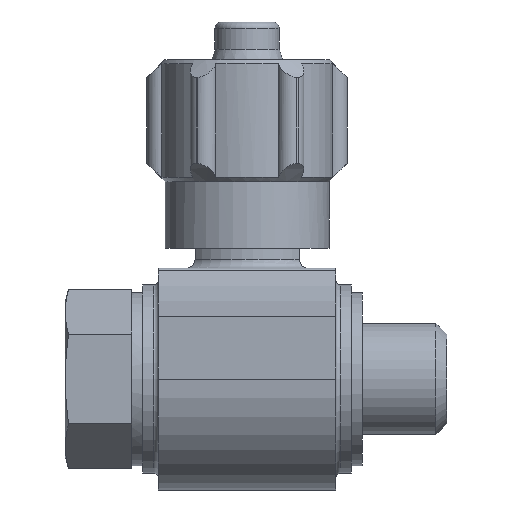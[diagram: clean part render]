
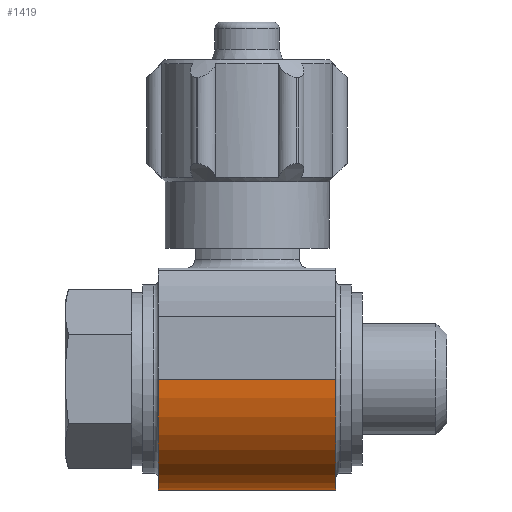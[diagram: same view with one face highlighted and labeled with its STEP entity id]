
A CAD part, left-side view. The second image highlights one B-rep face of the part: STEP entity #1419.
In plain terms, the highlighted cylindrical face has radius 5 mm (diameter 10 mm), a partial arc.
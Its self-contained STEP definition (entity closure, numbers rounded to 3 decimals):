
#145=LINE('',#2326,#217);
#147=LINE('',#2332,#219);
#217=VECTOR('',#1842,1000.);
#219=VECTOR('',#1848,1000.);
#341=ORIENTED_EDGE('',*,*,#731,.T.);
#342=ORIENTED_EDGE('',*,*,#732,.F.);
#343=ORIENTED_EDGE('',*,*,#733,.F.);
#344=ORIENTED_EDGE('',*,*,#729,.T.);
#729=EDGE_CURVE('',#927,#926,#145,.T.);
#731=EDGE_CURVE('',#926,#928,#1032,.T.);
#732=EDGE_CURVE('',#929,#928,#147,.T.);
#733=EDGE_CURVE('',#927,#929,#1033,.T.);
#926=VERTEX_POINT('',#2325);
#927=VERTEX_POINT('',#2327);
#928=VERTEX_POINT('',#2331);
#929=VERTEX_POINT('',#2333);
#1032=CIRCLE('',#1566,5.);
#1033=CIRCLE('',#1567,5.);
#1120=EDGE_LOOP('',(#341,#342,#343,#344));
#1252=FACE_BOUND('',#1120,.T.);
#1361=CYLINDRICAL_SURFACE('',#1565,5.);
#1419=ADVANCED_FACE('',(#1252),#1361,.T.);
#1565=AXIS2_PLACEMENT_3D('',#2329,#1844,#1845);
#1566=AXIS2_PLACEMENT_3D('',#2330,#1846,#1847);
#1567=AXIS2_PLACEMENT_3D('',#2334,#1849,#1850);
#1842=DIRECTION('',(0.,1.,0.));
#1844=DIRECTION('',(0.,1.,0.));
#1845=DIRECTION('',(0.,0.,1.));
#1846=DIRECTION('',(0.,-1.,0.));
#1847=DIRECTION('',(1.,0.,0.));
#1848=DIRECTION('',(0.,1.,0.));
#1849=DIRECTION('',(0.,-1.,0.));
#1850=DIRECTION('',(1.,0.,0.));
#2325=CARTESIAN_POINT('',(-5.,4.,0.));
#2326=CARTESIAN_POINT('',(-5.,-4.,0.));
#2327=CARTESIAN_POINT('',(-5.,-4.,0.));
#2329=CARTESIAN_POINT('',(0.,-4.,0.));
#2330=CARTESIAN_POINT('',(0.,4.,0.));
#2331=CARTESIAN_POINT('',(5.,4.,0.));
#2332=CARTESIAN_POINT('',(5.,-4.,0.));
#2333=CARTESIAN_POINT('',(5.,-4.,0.));
#2334=CARTESIAN_POINT('',(0.,-4.,0.));
